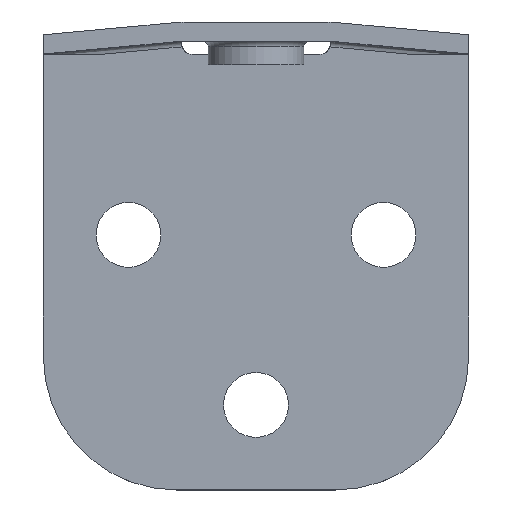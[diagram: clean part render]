
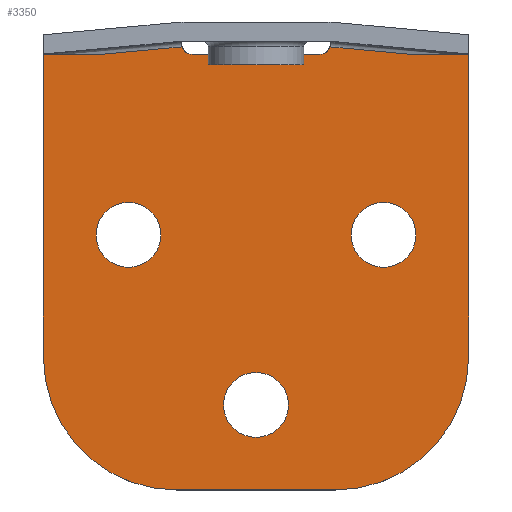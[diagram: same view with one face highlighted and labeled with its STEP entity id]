
A CAD part, top view. The second image highlights one B-rep face of the part: STEP entity #3350.
In plain terms, the highlighted planar face has unit normal (0, 0, 1).
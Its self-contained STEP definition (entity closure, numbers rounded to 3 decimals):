
#2776=CARTESIAN_POINT('',(-14.459,17.575,1.8));
#2777=VERTEX_POINT('',#2776);
#2778=CARTESIAN_POINT('',(-13.507,16.881,1.8));
#2779=VERTEX_POINT('',#2778);
#2780=CARTESIAN_POINT('',(-13.507,17.881,1.8));
#2781=DIRECTION('',(0.0,0.0,1.));
#2782=DIRECTION('',(-0.707,-0.707,0.0));
#2783=AXIS2_PLACEMENT_3D('',#2780,#2781,#2782);
#2784=CIRCLE('',#2783,1.);
#2785=EDGE_CURVE('',#2777,#2779,#2784,.T.);
#2942=CARTESIAN_POINT('',(-0.555,17.575,1.8));
#2943=VERTEX_POINT('',#2942);
#2960=CARTESIAN_POINT('',(-1.507,16.881,1.8));
#2961=VERTEX_POINT('',#2960);
#2968=CARTESIAN_POINT('',(-1.507,17.881,1.8));
#2969=DIRECTION('',(0.0,0.0,1.0));
#2970=DIRECTION('',(0.707,-0.707,0.0));
#2971=AXIS2_PLACEMENT_3D('',#2968,#2969,#2970);
#2972=CIRCLE('',#2971,1.0);
#2973=EDGE_CURVE('',#2943,#2961,#2972,.F.);
#2984=CARTESIAN_POINT('',(-1.507,16.881,1.8));
#2985=DIRECTION('',(-1.0,0.0,0.0));
#2986=VECTOR('',#2985,12.);
#2987=LINE('',#2984,#2986);
#2988=EDGE_CURVE('',#2961,#2779,#2987,.T.);
#3235=CARTESIAN_POINT('',(-27.507,16.881,1.8));
#3236=DIRECTION('',(0.0,0.0,-1.0));
#3237=DIRECTION('',(-1.0,0.0,0.0));
#3238=AXIS2_PLACEMENT_3D('',#3235,#3236,#3237);
#3239=PLANE('',#3238);
#3240=CARTESIAN_POINT('',(6.971,16.881,1.8));
#3241=VERTEX_POINT('',#3240);
#3242=CARTESIAN_POINT('',(-0.555,17.575,1.8));
#3243=DIRECTION('',(0.996,-0.092,0.0));
#3244=VECTOR('',#3243,7.557);
#3245=LINE('',#3242,#3244);
#3246=EDGE_CURVE('',#2943,#3241,#3245,.T.);
#3247=ORIENTED_EDGE('',*,*,#3246,.F.);
#3248=ORIENTED_EDGE('',*,*,#2973,.T.);
#3249=ORIENTED_EDGE('',*,*,#2988,.T.);
#3250=ORIENTED_EDGE('',*,*,#2785,.F.);
#3251=CARTESIAN_POINT('',(-21.984,16.881,1.8));
#3252=VERTEX_POINT('',#3251);
#3253=CARTESIAN_POINT('',(-21.984,16.881,1.8));
#3254=DIRECTION('',(0.996,0.092,0.0));
#3255=VECTOR('',#3254,7.557);
#3256=LINE('',#3253,#3255);
#3257=EDGE_CURVE('',#2777,#3252,#3256,.F.);
#3258=ORIENTED_EDGE('',*,*,#3257,.T.);
#3259=CARTESIAN_POINT('',(-27.507,16.881,1.8));
#3260=VERTEX_POINT('',#3259);
#3261=CARTESIAN_POINT('',(-27.507,16.881,1.8));
#3262=DIRECTION('',(1.0,0.0,0.0));
#3263=VECTOR('',#3262,5.523);
#3264=LINE('',#3261,#3263);
#3265=EDGE_CURVE('',#3260,#3252,#3264,.T.);
#3266=ORIENTED_EDGE('',*,*,#3265,.F.);
#3267=CARTESIAN_POINT('',(-27.507,-11.619,1.8));
#3268=VERTEX_POINT('',#3267);
#3269=CARTESIAN_POINT('',(-27.507,-11.619,1.8));
#3270=DIRECTION('',(0.0,1.0,0.0));
#3271=VECTOR('',#3270,28.5);
#3272=LINE('',#3269,#3271);
#3273=EDGE_CURVE('',#3268,#3260,#3272,.T.);
#3274=ORIENTED_EDGE('',*,*,#3273,.F.);
#3275=CARTESIAN_POINT('',(-15.007,-24.119,1.8));
#3276=VERTEX_POINT('',#3275);
#3277=CARTESIAN_POINT('',(-15.007,-11.619,1.8));
#3278=DIRECTION('',(0.0,0.0,-1.0));
#3279=DIRECTION('',(-0.707,-0.707,0.0));
#3280=AXIS2_PLACEMENT_3D('',#3277,#3278,#3279);
#3281=CIRCLE('',#3280,12.5);
#3282=EDGE_CURVE('',#3276,#3268,#3281,.T.);
#3283=ORIENTED_EDGE('',*,*,#3282,.F.);
#3284=CARTESIAN_POINT('',(-0.007,-24.119,1.8));
#3285=VERTEX_POINT('',#3284);
#3286=CARTESIAN_POINT('',(-0.007,-24.119,1.8));
#3287=DIRECTION('',(-1.0,0.0,0.0));
#3288=VECTOR('',#3287,15.0);
#3289=LINE('',#3286,#3288);
#3290=EDGE_CURVE('',#3285,#3276,#3289,.T.);
#3291=ORIENTED_EDGE('',*,*,#3290,.F.);
#3292=CARTESIAN_POINT('',(12.493,-11.619,1.8));
#3293=VERTEX_POINT('',#3292);
#3294=CARTESIAN_POINT('',(-0.007,-11.619,1.8));
#3295=DIRECTION('',(0.0,0.0,-1.0));
#3296=DIRECTION('',(0.707,-0.707,0.0));
#3297=AXIS2_PLACEMENT_3D('',#3294,#3295,#3296);
#3298=CIRCLE('',#3297,12.5);
#3299=EDGE_CURVE('',#3293,#3285,#3298,.T.);
#3300=ORIENTED_EDGE('',*,*,#3299,.F.);
#3301=CARTESIAN_POINT('',(12.493,16.881,1.8));
#3302=VERTEX_POINT('',#3301);
#3303=CARTESIAN_POINT('',(12.493,16.881,1.8));
#3304=DIRECTION('',(0.0,-1.0,0.0));
#3305=VECTOR('',#3304,28.5);
#3306=LINE('',#3303,#3305);
#3307=EDGE_CURVE('',#3302,#3293,#3306,.T.);
#3308=ORIENTED_EDGE('',*,*,#3307,.F.);
#3309=CARTESIAN_POINT('',(6.971,16.881,1.8));
#3310=DIRECTION('',(1.0,0.0,0.0));
#3311=VECTOR('',#3310,5.523);
#3312=LINE('',#3309,#3311);
#3313=EDGE_CURVE('',#3241,#3302,#3312,.T.);
#3314=ORIENTED_EDGE('',*,*,#3313,.F.);
#3315=EDGE_LOOP('',(#3247,#3248,#3249,#3250,#3258,#3266,#3274,#3283,#3291,#3300,#3308,#3314));
#3316=FACE_OUTER_BOUND('',#3315,.T.);
#3317=CARTESIAN_POINT('',(-16.457,-0.119,1.8));
#3318=VERTEX_POINT('',#3317);
#3319=CARTESIAN_POINT('',(-19.507,-0.119,1.8));
#3320=DIRECTION('',(0.0,0.0,-1.0));
#3321=DIRECTION('',(1.0,0.0,0.0));
#3322=AXIS2_PLACEMENT_3D('',#3319,#3320,#3321);
#3323=CIRCLE('',#3322,3.05);
#3324=EDGE_CURVE('',#3318,#3318,#3323,.T.);
#3325=ORIENTED_EDGE('',*,*,#3324,.T.);
#3326=EDGE_LOOP('',(#3325));
#3327=FACE_BOUND('',#3326,.T.);
#3328=CARTESIAN_POINT('',(-4.457,-16.119,1.8));
#3329=VERTEX_POINT('',#3328);
#3330=CARTESIAN_POINT('',(-7.507,-16.119,1.8));
#3331=DIRECTION('',(0.0,0.0,-1.0));
#3332=DIRECTION('',(1.0,0.0,0.0));
#3333=AXIS2_PLACEMENT_3D('',#3330,#3331,#3332);
#3334=CIRCLE('',#3333,3.05);
#3335=EDGE_CURVE('',#3329,#3329,#3334,.T.);
#3336=ORIENTED_EDGE('',*,*,#3335,.T.);
#3337=EDGE_LOOP('',(#3336));
#3338=FACE_BOUND('',#3337,.T.);
#3339=CARTESIAN_POINT('',(7.543,-0.119,1.8));
#3340=VERTEX_POINT('',#3339);
#3341=CARTESIAN_POINT('',(4.493,-0.119,1.8));
#3342=DIRECTION('',(0.0,0.0,-1.0));
#3343=DIRECTION('',(1.0,0.0,0.0));
#3344=AXIS2_PLACEMENT_3D('',#3341,#3342,#3343);
#3345=CIRCLE('',#3344,3.05);
#3346=EDGE_CURVE('',#3340,#3340,#3345,.T.);
#3347=ORIENTED_EDGE('',*,*,#3346,.T.);
#3348=EDGE_LOOP('',(#3347));
#3349=FACE_BOUND('',#3348,.T.);
#3350=ADVANCED_FACE('',(#3316,#3327,#3338,#3349),#3239,.F.);
